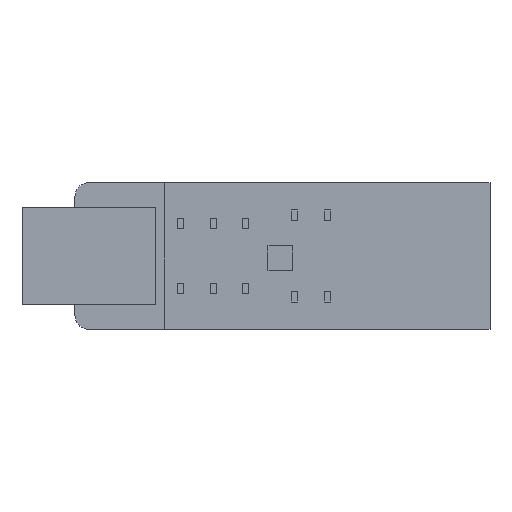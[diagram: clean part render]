
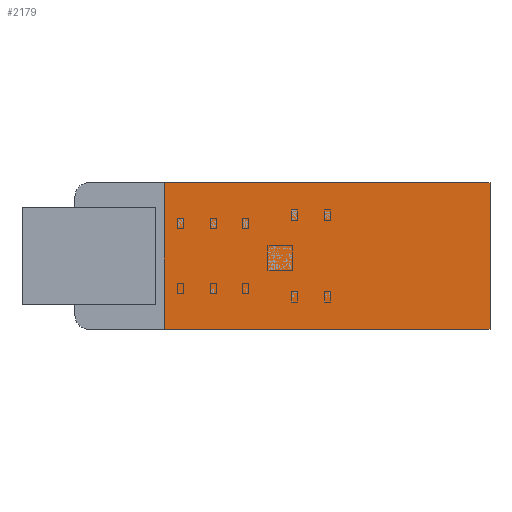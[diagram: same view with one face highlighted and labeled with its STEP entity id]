
A CAD part, top view. The second image highlights one B-rep face of the part: STEP entity #2179.
In plain terms, the highlighted planar face has unit normal (0, 0, 1).
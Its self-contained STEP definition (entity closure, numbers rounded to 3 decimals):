
#222=PLANE('',#2496);
#326=FACE_OUTER_BOUND('',#546,.T.);
#546=EDGE_LOOP('',(#1856,#1857,#1858,#1859));
#654=LINE('',#3610,#800);
#657=LINE('',#3616,#803);
#660=LINE('',#3622,#806);
#663=LINE('',#3626,#809);
#800=VECTOR('',#3019,10.);
#803=VECTOR('',#3024,10.);
#806=VECTOR('',#3029,10.);
#809=VECTOR('',#3034,10.);
#1128=VERTEX_POINT('',#3607);
#1129=VERTEX_POINT('',#3609);
#1131=VERTEX_POINT('',#3615);
#1133=VERTEX_POINT('',#3621);
#1374=EDGE_CURVE('',#1129,#1128,#654,.T.);
#1377=EDGE_CURVE('',#1131,#1129,#657,.T.);
#1380=EDGE_CURVE('',#1133,#1131,#660,.T.);
#1383=EDGE_CURVE('',#1128,#1133,#663,.T.);
#1856=ORIENTED_EDGE('',*,*,#1383,.T.);
#1857=ORIENTED_EDGE('',*,*,#1380,.T.);
#1858=ORIENTED_EDGE('',*,*,#1377,.T.);
#1859=ORIENTED_EDGE('',*,*,#1374,.T.);
#2179=ADVANCED_FACE('',(#326),#222,.T.);
#2496=AXIS2_PLACEMENT_3D('',#3627,#3035,#3036);
#3019=DIRECTION('',(-1.,0.,0.));
#3024=DIRECTION('',(0.,1.,0.));
#3029=DIRECTION('',(1.,0.,0.));
#3034=DIRECTION('',(0.,-1.,0.));
#3035=DIRECTION('center_axis',(0.,0.,1.));
#3036=DIRECTION('ref_axis',(1.,0.,0.));
#3607=CARTESIAN_POINT('',(0.,22.86,0.1));
#3609=CARTESIAN_POINT('',(50.8,22.86,0.1));
#3610=CARTESIAN_POINT('',(50.8,22.86,0.1));
#3615=CARTESIAN_POINT('',(50.8,0.,0.1));
#3616=CARTESIAN_POINT('',(50.8,0.,0.1));
#3621=CARTESIAN_POINT('',(0.,0.,0.1));
#3622=CARTESIAN_POINT('',(0.,0.,0.1));
#3626=CARTESIAN_POINT('',(0.,22.86,0.1));
#3627=CARTESIAN_POINT('Origin',(25.4,11.43,0.1));
